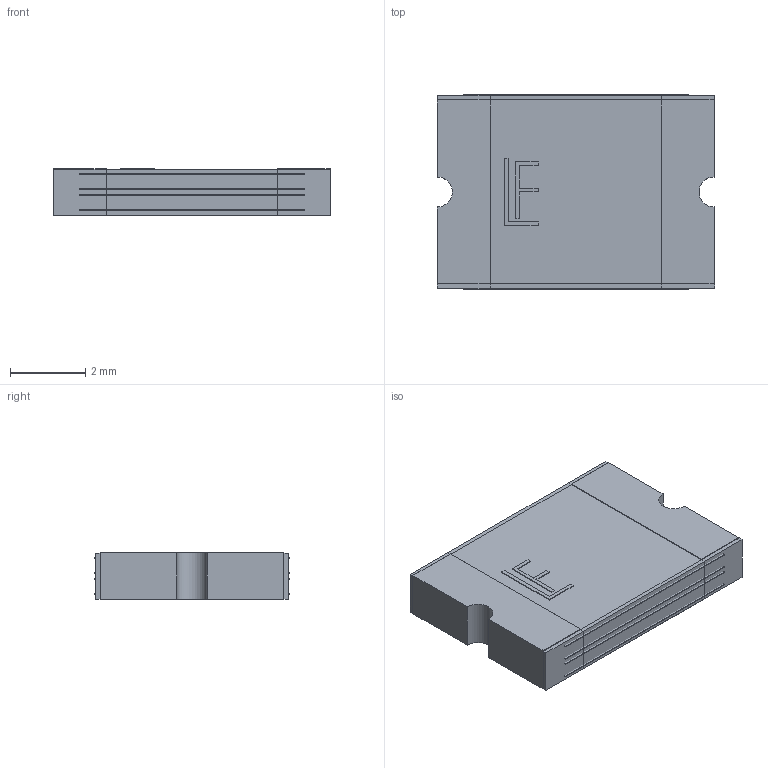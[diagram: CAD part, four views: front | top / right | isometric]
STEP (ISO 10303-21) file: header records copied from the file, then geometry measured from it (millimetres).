
FILE_DESCRIPTION(('FreeCAD Model'),'2;1');
FILE_NAME('241903.1.2.stp','2021-04-30T10:08:33',( 'Author'),(''),'Open CASCADE STEP processor 6.9','FreeCAD','Unknown' );
FILE_SCHEMA(('AUTOMOTIVE_DESIGN { 1 0 10303 214 1 1 1 1 }'));
Length unit declared in the file: millimetre
Products named in the file (5): ASSEMBLY; solidBody; Terminal; solidIntersect; solidMarking
Assembly tree (4 placements, depth 2):
  ASSEMBLY
    solidBody
    Terminal
    solidIntersect
    solidMarking
Bounding box: 7.38 x 5.2 x 1.25 mm (x, y, z)
Volume: 48.3 mm3; surface area: 397.4 mm2
Topology: 9 solids, 9 shells, 82 faces, 184 edges, 120 vertices
Faces by surface type: plane 80, cylinder 2
Entity records: 4769 total; most frequent: CARTESIAN_POINT 783, DIRECTION 716, LINE 532, VECTOR 532, ORIENTED_EDGE 368, PCURVE 368, DEFINITIONAL_REPRESENTATION 368, EDGE_CURVE 184
